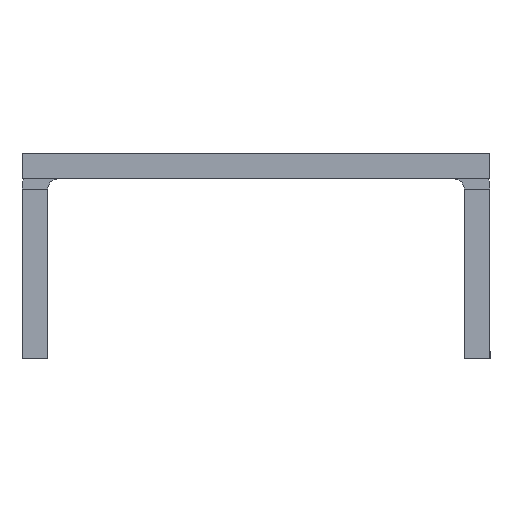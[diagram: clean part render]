
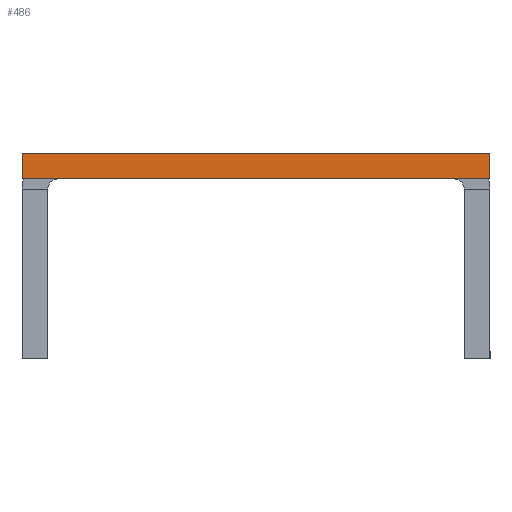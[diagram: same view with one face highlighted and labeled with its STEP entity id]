
A CAD part, left-side view. The second image highlights one B-rep face of the part: STEP entity #486.
In plain terms, the highlighted planar face has unit normal (-1, 0, 0).
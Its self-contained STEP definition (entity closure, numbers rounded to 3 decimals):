
#76 = CARTESIAN_POINT ( 'NONE',  ( 0., -45.5, 0. ) ) ;
#97 = EDGE_CURVE ( 'NONE', #1008, #733, #853, .T. ) ;
#120 = FACE_OUTER_BOUND ( 'NONE', #647, .T. ) ;
#141 = VERTEX_POINT ( 'NONE', #226 ) ;
#226 = CARTESIAN_POINT ( 'NONE',  ( 0., 0., 0. ) ) ;
#250 = CARTESIAN_POINT ( 'NONE',  ( 0., 0., 0. ) ) ;
#268 = ORIENTED_EDGE ( 'NONE', *, *, #903, .F. ) ;
#323 = CARTESIAN_POINT ( 'NONE',  ( 0., 0., -2.5 ) ) ;
#329 = CARTESIAN_POINT ( 'NONE',  ( 0., 0., -2.5 ) ) ;
#342 = CARTESIAN_POINT ( 'NONE',  ( 0., 0., -2.5 ) ) ;
#356 = DIRECTION ( 'NONE',  ( 0., -1., 0. ) ) ;
#446 = DIRECTION ( 'NONE',  ( 0., 0., 1. ) ) ;
#448 = CARTESIAN_POINT ( 'NONE',  ( 0., 0., -2.5 ) ) ;
#456 = VERTEX_POINT ( 'NONE', #329 ) ;
#460 = CARTESIAN_POINT ( 'NONE',  ( 0., -45.5, -2.5 ) ) ;
#478 = ORIENTED_EDGE ( 'NONE', *, *, #878, .T. ) ;
#486 = ADVANCED_FACE ( 'NONE', ( #120 ), #847, .T. ) ;
#541 = DIRECTION ( 'NONE',  ( -1., 0., 0. ) ) ;
#647 = EDGE_LOOP ( 'NONE', ( #1233, #268, #478, #1040 ) ) ;
#695 = EDGE_CURVE ( 'NONE', #141, #733, #763, .T. ) ;
#733 = VERTEX_POINT ( 'NONE', #76 ) ;
#763 = LINE ( 'NONE', #250, #768 ) ;
#768 = VECTOR ( 'NONE', #356, 1000. ) ;
#812 = VECTOR ( 'NONE', #1046, 1000. ) ;
#816 = VECTOR ( 'NONE', #446, 1000. ) ;
#847 = PLANE ( 'NONE',  #1280 ) ;
#852 = VECTOR ( 'NONE', #1254, 1000. ) ;
#853 = LINE ( 'NONE', #959, #816 ) ;
#878 = EDGE_CURVE ( 'NONE', #456, #1008, #1262, .T. ) ;
#903 = EDGE_CURVE ( 'NONE', #456, #141, #1039, .T. ) ;
#959 = CARTESIAN_POINT ( 'NONE',  ( 0., -45.5, -2.5 ) ) ;
#1008 = VERTEX_POINT ( 'NONE', #460 ) ;
#1039 = LINE ( 'NONE', #448, #852 ) ;
#1040 = ORIENTED_EDGE ( 'NONE', *, *, #97, .T. ) ;
#1046 = DIRECTION ( 'NONE',  ( 0., -1., 0. ) ) ;
#1178 = DIRECTION ( 'NONE',  ( 0., -1., 0. ) ) ;
#1233 = ORIENTED_EDGE ( 'NONE', *, *, #695, .F. ) ;
#1254 = DIRECTION ( 'NONE',  ( 0., 0., 1. ) ) ;
#1262 = LINE ( 'NONE', #323, #812 ) ;
#1280 = AXIS2_PLACEMENT_3D ( 'NONE', #342, #541, #1178 ) ;
